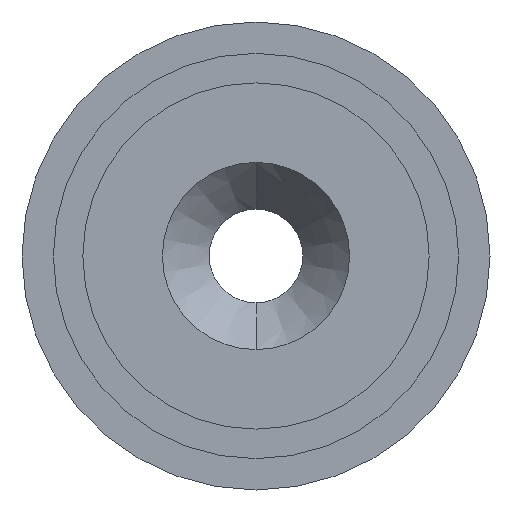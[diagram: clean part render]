
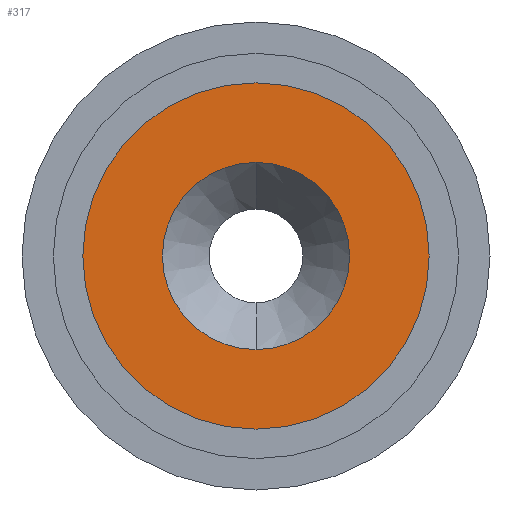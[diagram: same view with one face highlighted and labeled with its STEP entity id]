
A CAD part, front view. The second image highlights one B-rep face of the part: STEP entity #317.
In plain terms, the highlighted planar face has unit normal (0, -1, 0).
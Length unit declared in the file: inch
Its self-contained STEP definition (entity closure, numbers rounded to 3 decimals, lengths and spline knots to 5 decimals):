
#75 = CARTESIAN_POINT ( 'NONE',  ( 0., 0., 0. ) ) ;
#76 = DIRECTION ( 'NONE',  ( 0., 1., 0. ) ) ;
#77 = DIRECTION ( 'NONE',  ( 0., 0., 1. ) ) ;
#78 = DIRECTION ( 'NONE',  ( 0., 0., 1. ) ) ;
#79 = DIRECTION ( 'NONE',  ( 0., 1., 0. ) ) ;
#83 = CARTESIAN_POINT ( 'NONE',  ( 0., 0., 0. ) ) ;
#91 = DIRECTION ( 'NONE',  ( 0., 1., 0. ) ) ;
#92 = DIRECTION ( 'NONE',  ( 0., 0., 1. ) ) ;
#96 = CARTESIAN_POINT ( 'NONE',  ( 0., 0., 0. ) ) ;
#108 = DIRECTION ( 'NONE',  ( 0., 0., 1. ) ) ;
#109 = DIRECTION ( 'NONE',  ( 0., 1., 0. ) ) ;
#110 = CARTESIAN_POINT ( 'NONE',  ( 0., 0., 0. ) ) ;
#199 = AXIS2_PLACEMENT_3D ( 'NONE', #110, #109, #108 ) ;
#276 = EDGE_CURVE ( 'NONE', #887, #886, #395, .T. ) ;
#282 = EDGE_CURVE ( 'NONE', #890, #891, #397, .T. ) ;
#285 = EDGE_CURVE ( 'NONE', #891, #890, #399, .T. ) ;
#286 = EDGE_CURVE ( 'NONE', #886, #887, #400, .T. ) ;
#317 = ADVANCED_FACE ( 'NONE', ( #972, #986 ), #476, .F. ) ;
#395 = CIRCLE ( 'NONE', #199, 0.2 ) ;
#397 = CIRCLE ( 'NONE', #928, 0.37 ) ;
#399 = CIRCLE ( 'NONE', #932, 0.37 ) ;
#400 = CIRCLE ( 'NONE', #926, 0.2 ) ;
#476 = PLANE ( 'NONE',  #989 ) ;
#477 = CARTESIAN_POINT ( 'NONE',  ( 0., 0., 0. ) ) ;
#478 = DIRECTION ( 'NONE',  ( 0., 1., 0. ) ) ;
#479 = DIRECTION ( 'NONE',  ( 0., 0., 1. ) ) ;
#604 = CARTESIAN_POINT ( 'NONE',  ( 0., 0., 0.2 ) ) ;
#605 = CARTESIAN_POINT ( 'NONE',  ( 0., 0., -0.2 ) ) ;
#608 = CARTESIAN_POINT ( 'NONE',  ( 0., 0., 0.37 ) ) ;
#609 = CARTESIAN_POINT ( 'NONE',  ( 0., 0., -0.37 ) ) ;
#781 = EDGE_LOOP ( 'NONE', ( #807, #805 ) ) ;
#782 = EDGE_LOOP ( 'NONE', ( #803, #804 ) ) ;
#803 = ORIENTED_EDGE ( 'NONE', *, *, #276, .T. ) ;
#804 = ORIENTED_EDGE ( 'NONE', *, *, #286, .T. ) ;
#805 = ORIENTED_EDGE ( 'NONE', *, *, #285, .F. ) ;
#807 = ORIENTED_EDGE ( 'NONE', *, *, #282, .F. ) ;
#886 = VERTEX_POINT ( 'NONE', #604 ) ;
#887 = VERTEX_POINT ( 'NONE', #605 ) ;
#890 = VERTEX_POINT ( 'NONE', #608 ) ;
#891 = VERTEX_POINT ( 'NONE', #609 ) ;
#926 = AXIS2_PLACEMENT_3D ( 'NONE', #75, #76, #77 ) ;
#928 = AXIS2_PLACEMENT_3D ( 'NONE', #96, #91, #92 ) ;
#932 = AXIS2_PLACEMENT_3D ( 'NONE', #83, #79, #78 ) ;
#972 = FACE_OUTER_BOUND ( 'NONE', #781, .T. ) ;
#986 = FACE_BOUND ( 'NONE', #782, .T. ) ;
#989 = AXIS2_PLACEMENT_3D ( 'NONE', #477, #478, #479 ) ;
